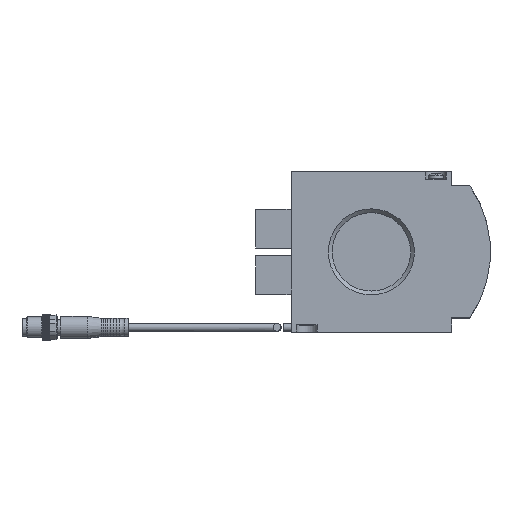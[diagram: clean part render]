
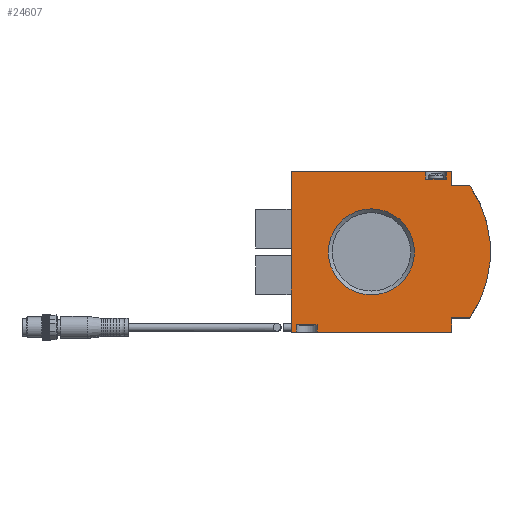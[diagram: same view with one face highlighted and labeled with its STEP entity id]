
A CAD part, front view. The second image highlights one B-rep face of the part: STEP entity #24607.
In plain terms, the highlighted planar face has unit normal (0, -1, 0).
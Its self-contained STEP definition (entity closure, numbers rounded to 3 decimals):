
#356=CIRCLE('',#25766,45.);
#357=CIRCLE('',#25767,16.625);
#2003=ORIENTED_EDGE('',*,*,#6828,.F.);
#2004=ORIENTED_EDGE('',*,*,#6886,.T.);
#2005=ORIENTED_EDGE('',*,*,#6887,.T.);
#2006=ORIENTED_EDGE('',*,*,#6888,.F.);
#2007=ORIENTED_EDGE('',*,*,#6889,.F.);
#2008=ORIENTED_EDGE('',*,*,#6890,.F.);
#2009=ORIENTED_EDGE('',*,*,#6891,.F.);
#2010=ORIENTED_EDGE('',*,*,#6892,.F.);
#2011=ORIENTED_EDGE('',*,*,#6893,.F.);
#2012=ORIENTED_EDGE('',*,*,#6894,.F.);
#2013=ORIENTED_EDGE('',*,*,#6895,.F.);
#2014=ORIENTED_EDGE('',*,*,#6896,.T.);
#2015=ORIENTED_EDGE('',*,*,#6848,.F.);
#2016=ORIENTED_EDGE('',*,*,#6897,.F.);
#2017=ORIENTED_EDGE('',*,*,#6898,.F.);
#2018=ORIENTED_EDGE('',*,*,#6899,.F.);
#2019=ORIENTED_EDGE('',*,*,#6900,.F.);
#6828=EDGE_CURVE('',#9265,#9266,#10959,.T.);
#6848=EDGE_CURVE('',#9285,#9286,#10978,.T.);
#6886=EDGE_CURVE('',#9265,#9318,#11011,.T.);
#6887=EDGE_CURVE('',#9318,#9319,#11012,.T.);
#6888=EDGE_CURVE('',#9320,#9319,#11013,.T.);
#6889=EDGE_CURVE('',#9321,#9320,#11014,.T.);
#6890=EDGE_CURVE('',#9322,#9321,#11015,.T.);
#6891=EDGE_CURVE('',#9323,#9322,#11016,.T.);
#6892=EDGE_CURVE('',#9324,#9323,#356,.T.);
#6893=EDGE_CURVE('',#9325,#9324,#11017,.T.);
#6894=EDGE_CURVE('',#9326,#9325,#11018,.T.);
#6895=EDGE_CURVE('',#9327,#9326,#11019,.T.);
#6896=EDGE_CURVE('',#9327,#9286,#11020,.T.);
#6897=EDGE_CURVE('',#9328,#9285,#11021,.T.);
#6898=EDGE_CURVE('',#9329,#9328,#11022,.T.);
#6899=EDGE_CURVE('',#9266,#9329,#11023,.T.);
#6900=EDGE_CURVE('',#9330,#9330,#357,.T.);
#9265=VERTEX_POINT('',#33751);
#9266=VERTEX_POINT('',#33753);
#9285=VERTEX_POINT('',#33792);
#9286=VERTEX_POINT('',#33794);
#9318=VERTEX_POINT('',#33869);
#9319=VERTEX_POINT('',#33871);
#9320=VERTEX_POINT('',#33873);
#9321=VERTEX_POINT('',#33875);
#9322=VERTEX_POINT('',#33877);
#9323=VERTEX_POINT('',#33879);
#9324=VERTEX_POINT('',#33881);
#9325=VERTEX_POINT('',#33883);
#9326=VERTEX_POINT('',#33885);
#9327=VERTEX_POINT('',#33887);
#9328=VERTEX_POINT('',#33890);
#9329=VERTEX_POINT('',#33892);
#9330=VERTEX_POINT('',#33895);
#10959=LINE('',#33752,#12805);
#10978=LINE('',#33793,#12824);
#11011=LINE('',#33868,#12857);
#11012=LINE('',#33870,#12858);
#11013=LINE('',#33872,#12859);
#11014=LINE('',#33874,#12860);
#11015=LINE('',#33876,#12861);
#11016=LINE('',#33878,#12862);
#11017=LINE('',#33882,#12863);
#11018=LINE('',#33884,#12864);
#11019=LINE('',#33886,#12865);
#11020=LINE('',#33888,#12866);
#11021=LINE('',#33889,#12867);
#11022=LINE('',#33891,#12868);
#11023=LINE('',#33893,#12869);
#12805=VECTOR('',#28056,1000.);
#12824=VECTOR('',#28079,1000.);
#12857=VECTOR('',#28132,1000.);
#12858=VECTOR('',#28133,1000.);
#12859=VECTOR('',#28134,1000.);
#12860=VECTOR('',#28135,1000.);
#12861=VECTOR('',#28136,1000.);
#12862=VECTOR('',#28137,1000.);
#12863=VECTOR('',#28140,1000.);
#12864=VECTOR('',#28141,1000.);
#12865=VECTOR('',#28142,1000.);
#12866=VECTOR('',#28143,1000.);
#12867=VECTOR('',#28144,1000.);
#12868=VECTOR('',#28145,1000.);
#12869=VECTOR('',#28146,1000.);
#14423=EDGE_LOOP('',(#2003,#2004,#2005,#2006,#2007,#2008,#2009,#2010,#2011,
#2012,#2013,#2014,#2015,#2016,#2017,#2018));
#14424=EDGE_LOOP('',(#2019));
#15616=FACE_BOUND('',#14423,.T.);
#15617=FACE_BOUND('',#14424,.T.);
#16779=PLANE('',#25765);
#24607=ADVANCED_FACE('',(#15616,#15617),#16779,.F.);
#25765=AXIS2_PLACEMENT_3D('',#33867,#28130,#28131);
#25766=AXIS2_PLACEMENT_3D('',#33880,#28138,#28139);
#25767=AXIS2_PLACEMENT_3D('',#33894,#28147,#28148);
#28056=DIRECTION('',(-1.,0.,0.));
#28079=DIRECTION('',(1.,0.,0.));
#28130=DIRECTION('',(0.,1.,0.));
#28131=DIRECTION('',(0.,0.,1.));
#28132=DIRECTION('',(0.,0.,1.));
#28133=DIRECTION('',(1.,0.,0.));
#28134=DIRECTION('',(0.,0.,1.));
#28135=DIRECTION('',(-1.,0.,0.));
#28136=DIRECTION('',(0.,0.,-1.));
#28137=DIRECTION('',(-1.,0.,0.));
#28138=DIRECTION('',(0.,1.,0.));
#28139=DIRECTION('',(1.,0.,0.));
#28140=DIRECTION('',(1.,0.,0.));
#28141=DIRECTION('',(0.,0.,-1.));
#28142=DIRECTION('',(1.,0.,0.));
#28143=DIRECTION('',(0.,0.,-1.));
#28144=DIRECTION('',(0.,0.,-1.));
#28145=DIRECTION('',(1.,0.,0.));
#28146=DIRECTION('',(0.,0.,1.));
#28147=DIRECTION('',(0.,-1.,0.));
#28148=DIRECTION('',(0.,0.,-1.));
#33751=CARTESIAN_POINT('',(-29.,-146.9,-31.));
#33752=CARTESIAN_POINT('',(31.,-146.9,-31.));
#33753=CARTESIAN_POINT('',(-31.,-146.9,-31.));
#33792=CARTESIAN_POINT('',(21.,-146.9,28.1));
#33793=CARTESIAN_POINT('',(21.,-146.9,28.1));
#33794=CARTESIAN_POINT('',(29.,-146.9,28.1));
#33867=CARTESIAN_POINT('',(0.,-146.9,0.));
#33868=CARTESIAN_POINT('',(-29.,-146.9,-31.));
#33869=CARTESIAN_POINT('',(-29.,-146.9,-28.1));
#33870=CARTESIAN_POINT('',(-29.,-146.9,-28.1));
#33871=CARTESIAN_POINT('',(-21.,-146.9,-28.1));
#33872=CARTESIAN_POINT('',(-21.,-146.9,-31.));
#33873=CARTESIAN_POINT('',(-21.,-146.9,-31.));
#33874=CARTESIAN_POINT('',(31.,-146.9,-31.));
#33875=CARTESIAN_POINT('',(31.,-146.9,-31.));
#33876=CARTESIAN_POINT('',(31.,-146.9,31.));
#33877=CARTESIAN_POINT('',(31.,-146.9,-25.5));
#33878=CARTESIAN_POINT('',(38.078,-146.9,-25.5));
#33879=CARTESIAN_POINT('',(38.078,-146.9,-25.5));
#33880=CARTESIAN_POINT('',(1.,-146.9,0.));
#33881=CARTESIAN_POINT('',(38.078,-146.9,25.5));
#33882=CARTESIAN_POINT('',(-31.,-146.9,25.5));
#33883=CARTESIAN_POINT('',(31.,-146.9,25.5));
#33884=CARTESIAN_POINT('',(31.,-146.9,31.));
#33885=CARTESIAN_POINT('',(31.,-146.9,31.));
#33886=CARTESIAN_POINT('',(-31.,-146.9,31.));
#33887=CARTESIAN_POINT('',(29.,-146.9,31.));
#33888=CARTESIAN_POINT('',(29.,-146.9,31.));
#33889=CARTESIAN_POINT('',(21.,-146.9,31.));
#33890=CARTESIAN_POINT('',(21.,-146.9,31.));
#33891=CARTESIAN_POINT('',(-31.,-146.9,31.));
#33892=CARTESIAN_POINT('',(-31.,-146.9,31.));
#33893=CARTESIAN_POINT('',(-31.,-146.9,-31.));
#33894=CARTESIAN_POINT('',(0.,-146.9,0.));
#33895=CARTESIAN_POINT('',(0.,-146.9,-16.625));
